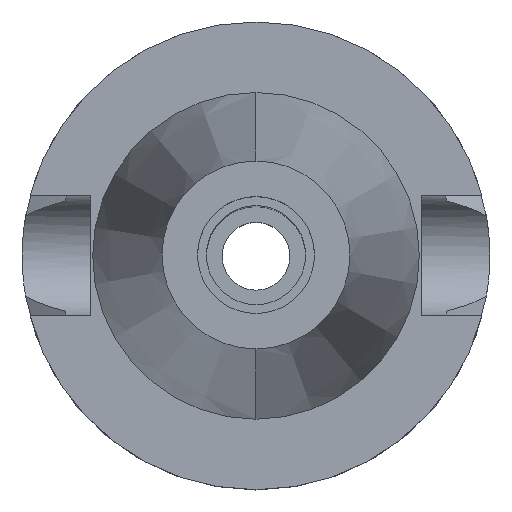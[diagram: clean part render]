
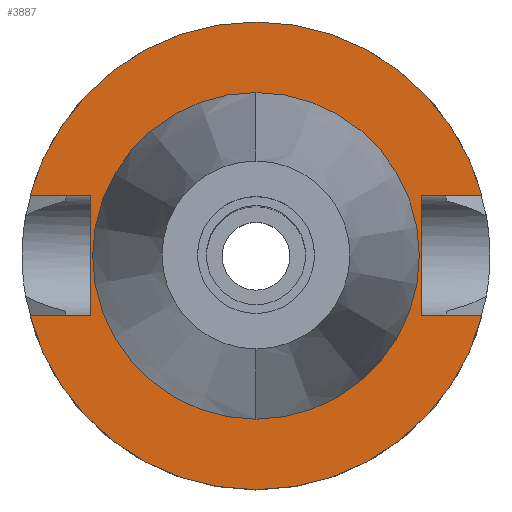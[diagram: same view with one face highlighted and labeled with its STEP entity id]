
A CAD part, top view. The second image highlights one B-rep face of the part: STEP entity #3887.
In plain terms, the highlighted planar face has unit normal (0, 0, 1).
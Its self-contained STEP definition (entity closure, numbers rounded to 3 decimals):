
#1634=DIRECTION('',(1.,0.,0.));
#1635=VECTOR('',#1634,12.921);
#1636=CARTESIAN_POINT('',(35.4,12.85,-1.5));
#1637=LINE('',#1636,#1635);
#1681=DIRECTION('',(0.,1.,0.));
#1682=VECTOR('',#1681,25.7);
#1683=CARTESIAN_POINT('',(-35.4,-12.85,-1.5));
#1684=LINE('',#1683,#1682);
#1688=DIRECTION('',(-1.,0.,0.));
#1689=VECTOR('',#1688,12.921);
#1690=CARTESIAN_POINT('',(-35.4,12.85,-1.5));
#1691=LINE('',#1690,#1689);
#1695=CARTESIAN_POINT('',(0.,0.,-1.5));
#1696=DIRECTION('',(0.,0.,-1.));
#1697=DIRECTION('',(-0.966,0.257,0.));
#1698=AXIS2_PLACEMENT_3D('',#1695,#1696,#1697);
#1703=CARTESIAN_POINT('',(0.,0.,-1.5));
#1704=DIRECTION('',(0.,0.,-1.));
#1705=DIRECTION('',(0.,1.,0.));
#1706=AXIS2_PLACEMENT_3D('',#1703,#1704,#1705);
#1711=DIRECTION('',(0.,-1.,0.));
#1712=VECTOR('',#1711,25.7);
#1713=CARTESIAN_POINT('',(35.4,12.85,-1.5));
#1714=LINE('',#1713,#1712);
#1718=DIRECTION('',(1.,0.,0.));
#1719=VECTOR('',#1718,12.921);
#1720=CARTESIAN_POINT('',(35.4,-12.85,-1.5));
#1721=LINE('',#1720,#1719);
#1725=CARTESIAN_POINT('',(0.,0.,-1.5));
#1726=DIRECTION('',(0.,0.,-1.));
#1727=DIRECTION('',(0.966,-0.257,0.));
#1728=AXIS2_PLACEMENT_3D('',#1725,#1726,#1727);
#1733=CARTESIAN_POINT('',(0.,0.,-1.5));
#1734=DIRECTION('',(0.,0.,-1.));
#1735=DIRECTION('',(0.,-1.,0.));
#1736=AXIS2_PLACEMENT_3D('',#1733,#1734,#1735);
#1741=CARTESIAN_POINT('',(0.,0.,-1.5));
#1742=DIRECTION('',(0.,0.,1.));
#1743=DIRECTION('',(0.,-1.,0.));
#1744=AXIS2_PLACEMENT_3D('',#1741,#1742,#1743);
#1749=CARTESIAN_POINT('',(0.,0.,-1.5));
#1750=DIRECTION('',(0.,0.,1.));
#1751=DIRECTION('',(0.,1.,0.));
#1752=AXIS2_PLACEMENT_3D('',#1749,#1750,#1751);
#1787=DIRECTION('',(-1.,0.,0.));
#1788=VECTOR('',#1787,12.921);
#1789=CARTESIAN_POINT('',(-35.4,-12.85,-1.5));
#1790=LINE('',#1789,#1788);
#2703=CARTESIAN_POINT('',(-35.4,-12.85,-1.5));
#2704=VERTEX_POINT('',#2703);
#2705=CARTESIAN_POINT('',(-48.321,-12.85,-1.5));
#2706=VERTEX_POINT('',#2705);
#2709=CARTESIAN_POINT('',(-35.4,12.85,-1.5));
#2710=VERTEX_POINT('',#2709);
#2711=CARTESIAN_POINT('',(-48.321,12.85,-1.5));
#2712=VERTEX_POINT('',#2711);
#2713=CARTESIAN_POINT('',(0.,50.,-1.5));
#2714=CARTESIAN_POINT('',(48.321,12.85,-1.5));
#2715=VERTEX_POINT('',#2713);
#2716=VERTEX_POINT('',#2714);
#2717=CARTESIAN_POINT('',(35.4,12.85,-1.5));
#2718=VERTEX_POINT('',#2717);
#2719=CARTESIAN_POINT('',(35.4,-12.85,-1.5));
#2720=VERTEX_POINT('',#2719);
#2721=CARTESIAN_POINT('',(48.321,-12.85,-1.5));
#2722=VERTEX_POINT('',#2721);
#2723=CARTESIAN_POINT('',(0.,-50.,-1.5));
#2724=VERTEX_POINT('',#2723);
#2725=CARTESIAN_POINT('',(0.,-34.925,-1.5));
#2726=CARTESIAN_POINT('',(0.,34.925,-1.5));
#2727=VERTEX_POINT('',#2725);
#2728=VERTEX_POINT('',#2726);
#3856=CARTESIAN_POINT('',(0.,0.,-1.5));
#3857=DIRECTION('',(0.,0.,-1.));
#3858=DIRECTION('',(0.,-1.,0.));
#3859=AXIS2_PLACEMENT_3D('',#3856,#3857,#3858);
#3860=PLANE('',#3859);
#3862=ORIENTED_EDGE('',*,*,#3861,.T.);
#3864=ORIENTED_EDGE('',*,*,#3863,.T.);
#3866=ORIENTED_EDGE('',*,*,#3865,.T.);
#3868=ORIENTED_EDGE('',*,*,#3867,.T.);
#3869=ORIENTED_EDGE('',*,*,#3832,.F.);
#3870=ORIENTED_EDGE('',*,*,#3846,.T.);
#3872=ORIENTED_EDGE('',*,*,#3871,.T.);
#3874=ORIENTED_EDGE('',*,*,#3873,.T.);
#3876=ORIENTED_EDGE('',*,*,#3875,.T.);
#3878=ORIENTED_EDGE('',*,*,#3877,.F.);
#3879=EDGE_LOOP('',(#3862,#3864,#3866,#3868,#3869,#3870,#3872,#3874,#3876,
#3878));
#3880=FACE_OUTER_BOUND('',#3879,.F.);
#3882=ORIENTED_EDGE('',*,*,#3881,.T.);
#3884=ORIENTED_EDGE('',*,*,#3883,.T.);
#3885=EDGE_LOOP('',(#3882,#3884));
#3886=FACE_BOUND('',#3885,.F.);
#1699=CIRCLE('',#1698,50.);
#1707=CIRCLE('',#1706,50.);
#1729=CIRCLE('',#1728,50.);
#1737=CIRCLE('',#1736,50.);
#1745=CIRCLE('',#1744,34.925);
#1753=CIRCLE('',#1752,34.925);
#3832=EDGE_CURVE('',#2718,#2716,#1637,.T.);
#3846=EDGE_CURVE('',#2718,#2720,#1714,.T.);
#3861=EDGE_CURVE('',#2704,#2710,#1684,.T.);
#3863=EDGE_CURVE('',#2710,#2712,#1691,.T.);
#3865=EDGE_CURVE('',#2712,#2715,#1699,.T.);
#3867=EDGE_CURVE('',#2715,#2716,#1707,.T.);
#3871=EDGE_CURVE('',#2720,#2722,#1721,.T.);
#3873=EDGE_CURVE('',#2722,#2724,#1729,.T.);
#3875=EDGE_CURVE('',#2724,#2706,#1737,.T.);
#3877=EDGE_CURVE('',#2704,#2706,#1790,.T.);
#3881=EDGE_CURVE('',#2727,#2728,#1745,.T.);
#3883=EDGE_CURVE('',#2728,#2727,#1753,.T.);
#3887=ADVANCED_FACE('',(#3880,#3886),#3860,.F.);
